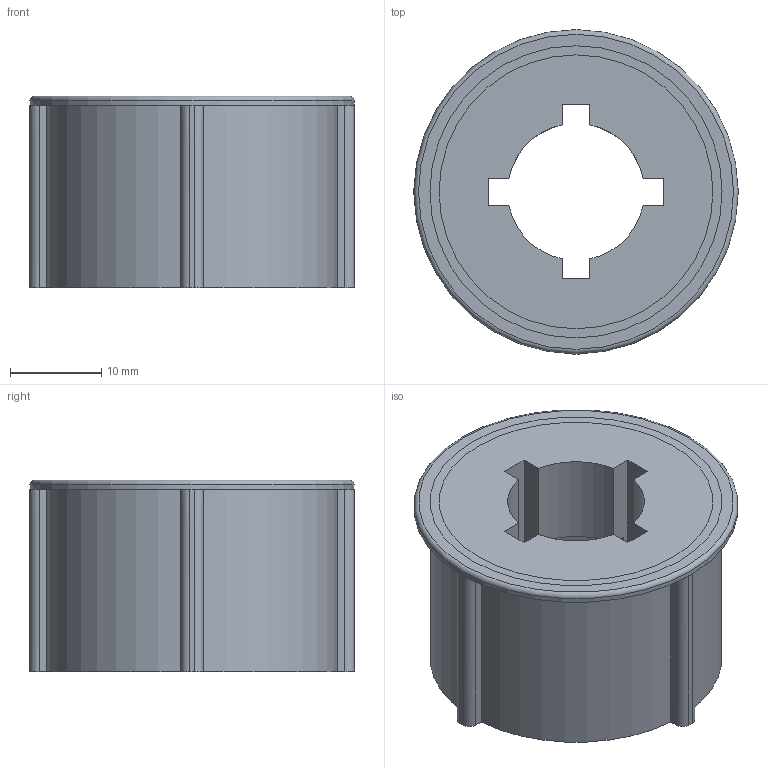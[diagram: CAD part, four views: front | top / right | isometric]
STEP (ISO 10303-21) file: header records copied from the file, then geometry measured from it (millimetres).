
FILE_DESCRIPTION(('FreeCAD Model'),'2;1');
FILE_NAME('Open CASCADE Shape Model','2024-05-14T22:36:44',('Author'),( ''),'Open CASCADE STEP processor 7.6','FreeCAD','Unknown');
FILE_SCHEMA(('AUTOMOTIVE_DESIGN { 1 0 10303 214 1 1 1 1 }'));
Length unit declared in the file: millimetre
Products named in the file (2): Minor-Shaft-Bearing-Transformer; Body128
Assembly tree (1 placements, depth 2):
  Minor-Shaft-Bearing-Transformer
    Body128
Bounding box: 35.5 x 35.5 x 21 mm (x, y, z)
Volume: 9633.5 mm3; surface area: 5430.7 mm2
Topology: 1 solids, 1 shells, 72 faces, 179 edges, 112 vertices
Faces by surface type: plane 49, cylinder 22, torus 1
Full cylindrical faces by diameter (mm): 26.4 x1, 35.5 x1
Entity records: 2180 total; most frequent: DIRECTION 396, CARTESIAN_POINT 365, ORIENTED_EDGE 358, EDGE_CURVE 179, AXIS2_PLACEMENT_3D 143, VERTEX_POINT 112, LINE 110, VECTOR 110
